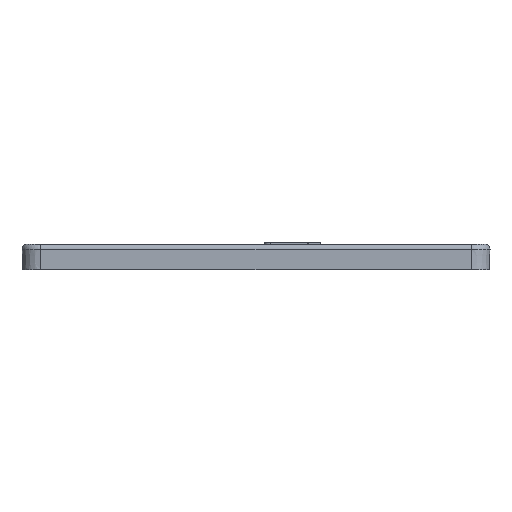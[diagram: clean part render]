
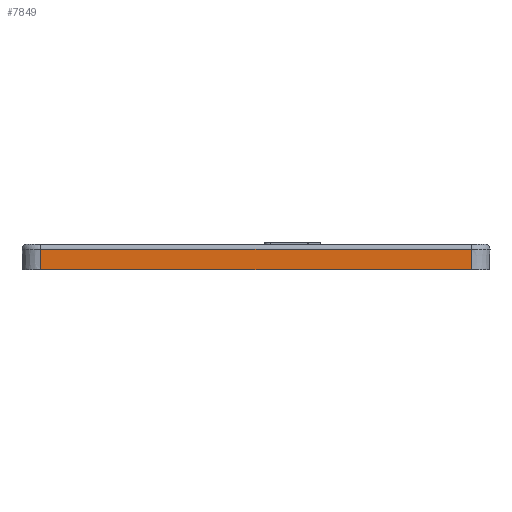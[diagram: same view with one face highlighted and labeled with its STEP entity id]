
A CAD part, front view. The second image highlights one B-rep face of the part: STEP entity #7849.
In plain terms, the highlighted planar face has unit normal (0, -1, -0.018).
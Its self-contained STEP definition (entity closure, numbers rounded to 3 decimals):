
#184 = CARTESIAN_POINT ( 'NONE',  ( -40.735, -118.648, 2.5 ) ) ;
#625 = VERTEX_POINT ( 'NONE', #1526 ) ;
#668 = ORIENTED_EDGE ( 'NONE', *, *, #7030, .T. ) ;
#841 = ORIENTED_EDGE ( 'NONE', *, *, #8993, .T. ) ;
#1090 = DIRECTION ( 'NONE',  ( 0., 1., 0.017 ) ) ;
#1526 = CARTESIAN_POINT ( 'NONE',  ( -40.735, -118.605, 0. ) ) ;
#2034 = VERTEX_POINT ( 'NONE', #11968 ) ;
#2198 = CARTESIAN_POINT ( 'NONE',  ( -40.735, -118.648, 2.5 ) ) ;
#2264 = DIRECTION ( 'NONE',  ( 0., -0.017, 1. ) ) ;
#2271 = VERTEX_POINT ( 'NONE', #10392 ) ;
#3403 = VECTOR ( 'NONE', #9118, 1000. ) ;
#4227 = EDGE_LOOP ( 'NONE', ( #668, #841, #7268, #9515 ) ) ;
#4321 = LINE ( 'NONE', #2198, #6587 ) ;
#4603 = DIRECTION ( 'NONE',  ( -1., 0., 0. ) ) ;
#5459 = LINE ( 'NONE', #6370, #9029 ) ;
#5853 = LINE ( 'NONE', #7802, #6907 ) ;
#5872 = EDGE_CURVE ( 'NONE', #625, #10147, #6265, .T. ) ;
#6265 = LINE ( 'NONE', #9968, #3403 ) ;
#6370 = CARTESIAN_POINT ( 'NONE',  ( -40.735, -118.639, 1.991 ) ) ;
#6587 = VECTOR ( 'NONE', #2264, 1000. ) ;
#6907 = VECTOR ( 'NONE', #8712, 1000. ) ;
#7030 = EDGE_CURVE ( 'NONE', #10147, #2034, #5853, .T. ) ;
#7268 = ORIENTED_EDGE ( 'NONE', *, *, #11671, .F. ) ;
#7802 = CARTESIAN_POINT ( 'NONE',  ( 1.265, -118.648, 2.5 ) ) ;
#7849 = ADVANCED_FACE ( 'NONE', ( #8273 ), #9417, .F. ) ;
#8273 = FACE_OUTER_BOUND ( 'NONE', #4227, .T. ) ;
#8712 = DIRECTION ( 'NONE',  ( 0., -0.017, 1. ) ) ;
#8870 = AXIS2_PLACEMENT_3D ( 'NONE', #184, #1090, #9304 ) ;
#8993 = EDGE_CURVE ( 'NONE', #2034, #2271, #5459, .T. ) ;
#9029 = VECTOR ( 'NONE', #4603, 1000. ) ;
#9118 = DIRECTION ( 'NONE',  ( 1., 0., 0. ) ) ;
#9304 = DIRECTION ( 'NONE',  ( 0., -0.017, 1. ) ) ;
#9417 = PLANE ( 'NONE',  #8870 ) ;
#9515 = ORIENTED_EDGE ( 'NONE', *, *, #5872, .T. ) ;
#9968 = CARTESIAN_POINT ( 'NONE',  ( -19.735, -118.605, 0. ) ) ;
#10147 = VERTEX_POINT ( 'NONE', #10861 ) ;
#10392 = CARTESIAN_POINT ( 'NONE',  ( -40.735, -118.639, 1.991 ) ) ;
#10861 = CARTESIAN_POINT ( 'NONE',  ( 1.265, -118.605, 0. ) ) ;
#11671 = EDGE_CURVE ( 'NONE', #625, #2271, #4321, .T. ) ;
#11968 = CARTESIAN_POINT ( 'NONE',  ( 1.265, -118.639, 1.991 ) ) ;
